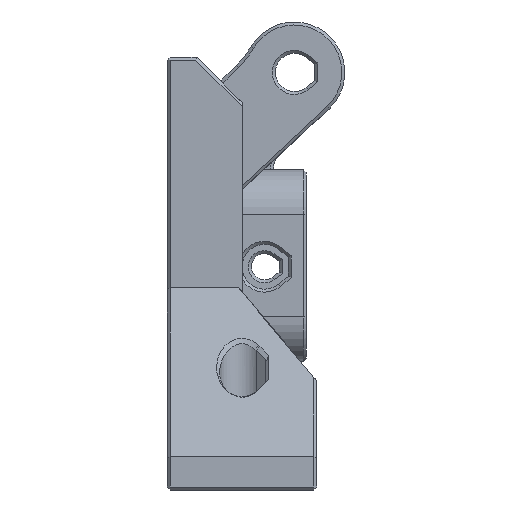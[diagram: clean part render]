
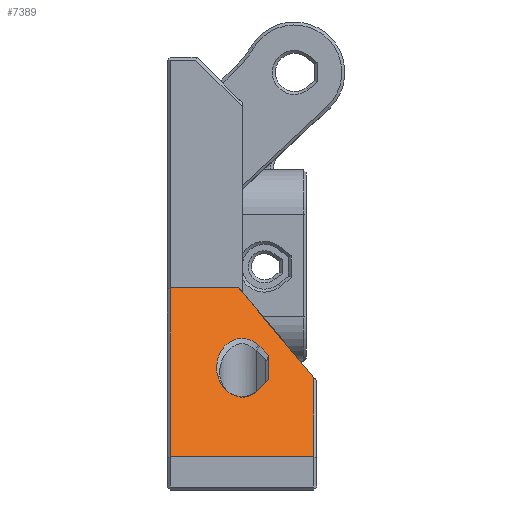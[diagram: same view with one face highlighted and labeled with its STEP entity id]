
A CAD part, left-side view. The second image highlights one B-rep face of the part: STEP entity #7389.
In plain terms, the highlighted planar face has unit normal (-0.766, 0, 0.643).
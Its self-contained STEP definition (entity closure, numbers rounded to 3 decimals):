
#61=FACE_BOUND('',#745,.T.);
#272=B_SPLINE_CURVE_WITH_KNOTS('',3,(#10538,#10539,#10540,#10541,#10542,
#10543,#10544,#10545,#10546,#10547,#10548,#10549,#10550,#10551),
 .UNSPECIFIED.,.F.,.F.,(4,1,1,1,1,1,1,1,1,1,1,4),(2.457,2.774,
3.09,3.724,4.041,4.358,4.992,
5.625,5.942,6.259,6.576,6.893),
 .UNSPECIFIED.);
#273=B_SPLINE_CURVE_WITH_KNOTS('',3,(#10568,#10569,#10570,#10571),
 .UNSPECIFIED.,.F.,.F.,(4,4),(6.893,6.968),
 .UNSPECIFIED.);
#275=B_SPLINE_CURVE_WITH_KNOTS('',3,(#10592,#10593,#10594,#10595),
 .UNSPECIFIED.,.F.,.F.,(4,4),(0.88,0.91),
 .UNSPECIFIED.);
#313=FACE_OUTER_BOUND('',#744,.T.);
#744=EDGE_LOOP('',(#4886,#4887,#4888,#4889,#4890));
#745=EDGE_LOOP('',(#4891,#4892,#4893,#4894,#4895,#4896));
#1202=LINE('',#10444,#2142);
#1204=LINE('',#10449,#2144);
#1208=LINE('',#10456,#2148);
#1218=LINE('',#10613,#2158);
#1219=LINE('',#10615,#2159);
#1220=LINE('',#10617,#2160);
#1221=LINE('',#10619,#2161);
#1222=LINE('',#10620,#2162);
#2142=VECTOR('',#8388,10.);
#2144=VECTOR('',#8392,10.);
#2148=VECTOR('',#8398,10.);
#2158=VECTOR('',#8416,10.);
#2159=VECTOR('',#8417,10.);
#2160=VECTOR('',#8418,10.);
#2161=VECTOR('',#8419,10.);
#2162=VECTOR('',#8420,10.);
#3082=VERTEX_POINT('',#10441);
#3083=VERTEX_POINT('',#10443);
#3084=VERTEX_POINT('',#10447);
#3085=VERTEX_POINT('',#10448);
#3090=VERTEX_POINT('',#10518);
#3093=VERTEX_POINT('',#10536);
#3097=VERTEX_POINT('',#10611);
#3098=VERTEX_POINT('',#10612);
#3099=VERTEX_POINT('',#10614);
#3100=VERTEX_POINT('',#10616);
#3101=VERTEX_POINT('',#10618);
#3753=EDGE_CURVE('',#3082,#3083,#1202,.T.);
#3755=EDGE_CURVE('',#3084,#3085,#1204,.T.);
#3759=EDGE_CURVE('',#3083,#3084,#1208,.T.);
#3766=EDGE_CURVE('',#3093,#3090,#272,.T.);
#3767=EDGE_CURVE('',#3090,#3082,#273,.T.);
#3769=EDGE_CURVE('',#3085,#3093,#275,.T.);
#3776=EDGE_CURVE('',#3097,#3098,#1218,.T.);
#3777=EDGE_CURVE('',#3099,#3097,#1219,.T.);
#3778=EDGE_CURVE('',#3099,#3100,#1220,.T.);
#3779=EDGE_CURVE('',#3101,#3100,#1221,.T.);
#3780=EDGE_CURVE('',#3098,#3101,#1222,.T.);
#4886=ORIENTED_EDGE('',*,*,#3776,.F.);
#4887=ORIENTED_EDGE('',*,*,#3777,.F.);
#4888=ORIENTED_EDGE('',*,*,#3778,.T.);
#4889=ORIENTED_EDGE('',*,*,#3779,.F.);
#4890=ORIENTED_EDGE('',*,*,#3780,.F.);
#4891=ORIENTED_EDGE('',*,*,#3766,.F.);
#4892=ORIENTED_EDGE('',*,*,#3769,.F.);
#4893=ORIENTED_EDGE('',*,*,#3755,.F.);
#4894=ORIENTED_EDGE('',*,*,#3759,.F.);
#4895=ORIENTED_EDGE('',*,*,#3753,.F.);
#4896=ORIENTED_EDGE('',*,*,#3767,.F.);
#7052=PLANE('',#7832);
#7389=ADVANCED_FACE('',(#313,#61),#7052,.F.);
#7832=AXIS2_PLACEMENT_3D('',#10610,#8414,#8415);
#8388=DIRECTION('',(0.505,-0.618,0.602));
#8392=DIRECTION('',(0.505,0.618,0.602));
#8398=DIRECTION('',(0.643,0.,0.766));
#8414=DIRECTION('center_axis',(0.766,0.,
-0.643));
#8415=DIRECTION('ref_axis',(0.643,0.,0.766));
#8416=DIRECTION('',(-0.643,0.,-0.766));
#8417=DIRECTION('',(-0.541,-0.541,-0.644));
#8418=DIRECTION('',(0.,1.,0.));
#8419=DIRECTION('',(0.643,0.,0.766));
#8420=DIRECTION('',(0.,1.,0.));
#10441=CARTESIAN_POINT('',(220.346,-199.512,-16.44));
#10443=CARTESIAN_POINT('',(221.481,-200.9,-15.088));
#10444=CARTESIAN_POINT('',(214.653,-192.549,-23.224));
#10447=CARTESIAN_POINT('',(224.181,-200.9,-11.869));
#10448=CARTESIAN_POINT('',(225.163,-199.699,-10.699));
#10449=CARTESIAN_POINT('',(220.718,-205.137,-15.997));
#10456=CARTESIAN_POINT('',(214.519,-200.9,-23.384));
#10518=CARTESIAN_POINT('',(220.194,-199.312,-16.621));
#10536=CARTESIAN_POINT('',(225.316,-199.512,-10.517));
#10538=CARTESIAN_POINT('Ctrl Pts',(225.316,-199.512,-10.517));
#10539=CARTESIAN_POINT('Ctrl Pts',(225.538,-199.241,-10.252));
#10540=CARTESIAN_POINT('Ctrl Pts',(225.903,-198.622,-9.817));
#10541=CARTESIAN_POINT('Ctrl Pts',(226.233,-197.108,-9.424));
#10542=CARTESIAN_POINT('Ctrl Pts',(225.802,-195.572,-9.937));
#10543=CARTESIAN_POINT('Ctrl Pts',(224.846,-194.551,-11.077));
#10544=CARTESIAN_POINT('Ctrl Pts',(223.652,-193.875,-12.5));
#10545=CARTESIAN_POINT('Ctrl Pts',(221.902,-193.811,-14.586));
#10546=CARTESIAN_POINT('Ctrl Pts',(220.426,-194.799,-16.345));
#10547=CARTESIAN_POINT('Ctrl Pts',(219.724,-196.073,-17.181));
#10548=CARTESIAN_POINT('Ctrl Pts',(219.509,-197.209,-17.437));
#10549=CARTESIAN_POINT('Ctrl Pts',(219.668,-198.364,-17.248));
#10550=CARTESIAN_POINT('Ctrl Pts',(219.992,-199.022,-16.862));
#10551=CARTESIAN_POINT('Ctrl Pts',(220.194,-199.312,-16.621));
#10568=CARTESIAN_POINT('Ctrl Pts',(220.194,-199.312,-16.621));
#10569=CARTESIAN_POINT('Ctrl Pts',(220.243,-199.381,-16.563));
#10570=CARTESIAN_POINT('Ctrl Pts',(220.293,-199.448,-16.503));
#10571=CARTESIAN_POINT('Ctrl Pts',(220.346,-199.512,-16.44));
#10592=CARTESIAN_POINT('Ctrl Pts',(225.163,-199.699,-10.699));
#10593=CARTESIAN_POINT('Ctrl Pts',(225.214,-199.637,-10.638));
#10594=CARTESIAN_POINT('Ctrl Pts',(225.265,-199.574,-10.577));
#10595=CARTESIAN_POINT('Ctrl Pts',(225.316,-199.512,-10.517));
#10610=CARTESIAN_POINT('Origin',(212.831,-187.3,-25.396));
#10611=CARTESIAN_POINT('',(221.699,-206.9,-14.827));
#10612=CARTESIAN_POINT('',(212.831,-206.9,-25.396));
#10613=CARTESIAN_POINT('',(220.043,-206.9,-16.802));
#10614=CARTESIAN_POINT('',(231.775,-196.824,-2.819));
#10615=CARTESIAN_POINT('',(223.622,-204.978,-12.536));
#10616=CARTESIAN_POINT('',(231.775,-187.7,-2.819));
#10617=CARTESIAN_POINT('',(231.775,-207.3,-2.819));
#10618=CARTESIAN_POINT('',(212.831,-187.7,-25.396));
#10619=CARTESIAN_POINT('',(232.026,-187.7,-2.52));
#10620=CARTESIAN_POINT('',(212.831,-197.3,-25.396));
